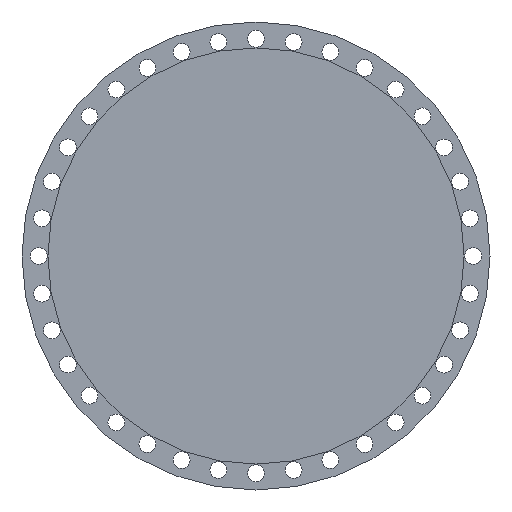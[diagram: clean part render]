
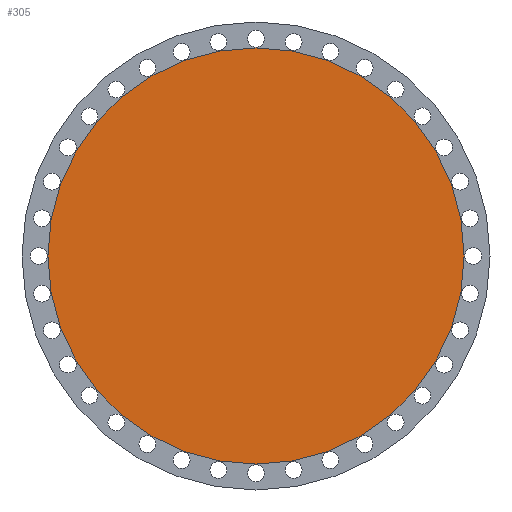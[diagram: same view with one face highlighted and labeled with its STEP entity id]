
A CAD part, left-side view. The second image highlights one B-rep face of the part: STEP entity #305.
In plain terms, the highlighted planar face has unit normal (-1, 0, 0).
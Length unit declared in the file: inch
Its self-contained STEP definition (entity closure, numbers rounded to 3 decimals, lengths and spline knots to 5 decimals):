
#27 = FACE_OUTER_BOUND ( 'NONE', #257, .T. ) ;
#257 = EDGE_LOOP ( 'NONE', ( #1734, #1877 ) ) ;
#305 = ADVANCED_FACE ( 'NONE', ( #27 ), #2747, .T. ) ;
#341 = EDGE_CURVE ( 'NONE', #536, #451, #2554, .T. ) ;
#423 = AXIS2_PLACEMENT_3D ( 'NONE', #1099, #1823, #903 ) ;
#451 = VERTEX_POINT ( 'NONE', #2553 ) ;
#536 = VERTEX_POINT ( 'NONE', #2610 ) ;
#856 = CIRCLE ( 'NONE', #2834, 26.34375 ) ;
#903 = DIRECTION ( 'NONE',  ( 0., 0., 1. ) ) ;
#1063 = CARTESIAN_POINT ( 'NONE',  ( 0., 0., 0. ) ) ;
#1099 = CARTESIAN_POINT ( 'NONE',  ( 0., 0., 0. ) ) ;
#1566 = DIRECTION ( 'NONE',  ( -1., 0., 0. ) ) ;
#1727 = AXIS2_PLACEMENT_3D ( 'NONE', #2734, #1566, #2227 ) ;
#1734 = ORIENTED_EDGE ( 'NONE', *, *, #341, .T. ) ;
#1823 = DIRECTION ( 'NONE',  ( -1., 0., 0. ) ) ;
#1877 = ORIENTED_EDGE ( 'NONE', *, *, #2706, .T. ) ;
#1925 = DIRECTION ( 'NONE',  ( -1., 0., 0. ) ) ;
#2227 = DIRECTION ( 'NONE',  ( 0., 0., 1. ) ) ;
#2442 = DIRECTION ( 'NONE',  ( 0., 0., 1. ) ) ;
#2553 = CARTESIAN_POINT ( 'NONE',  ( 0., 0., -26.34375 ) ) ;
#2554 = CIRCLE ( 'NONE', #1727, 26.34375 ) ;
#2610 = CARTESIAN_POINT ( 'NONE',  ( 0., 0., 26.34375 ) ) ;
#2706 = EDGE_CURVE ( 'NONE', #451, #536, #856, .T. ) ;
#2734 = CARTESIAN_POINT ( 'NONE',  ( 0., 0., 0. ) ) ;
#2747 = PLANE ( 'NONE',  #423 ) ;
#2834 = AXIS2_PLACEMENT_3D ( 'NONE', #1063, #1925, #2442 ) ;
